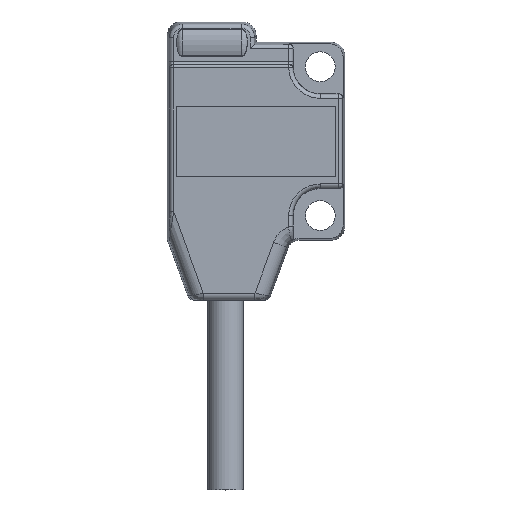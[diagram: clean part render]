
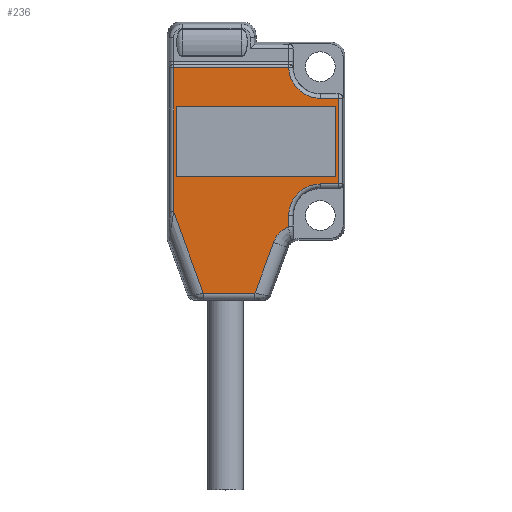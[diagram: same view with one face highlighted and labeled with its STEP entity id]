
A CAD part, top view. The second image highlights one B-rep face of the part: STEP entity #236.
In plain terms, the highlighted planar face has unit normal (0, 0, 1).
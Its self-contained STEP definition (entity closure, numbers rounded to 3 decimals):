
#119=FACE_OUTER_BOUND('',#452,.T.);
#236=ADVANCED_FACE('',(#119),#334,.T.);
#334=PLANE('',#1712);
#370=CIRCLE('',#1710,2.333);
#371=CIRCLE('',#1711,2.333);
#452=EDGE_LOOP('',(#637,#638,#639,#640,#641,#642,#643,#644,#645,#646,#647,
#648));
#560=ELLIPSE('',#1709,2.002,1.998);
#637=ORIENTED_EDGE('',*,*,#1240,.T.);
#638=ORIENTED_EDGE('',*,*,#1241,.T.);
#639=ORIENTED_EDGE('',*,*,#1242,.T.);
#640=ORIENTED_EDGE('',*,*,#1243,.T.);
#641=ORIENTED_EDGE('',*,*,#1244,.T.);
#642=ORIENTED_EDGE('',*,*,#1245,.T.);
#643=ORIENTED_EDGE('',*,*,#1246,.T.);
#644=ORIENTED_EDGE('',*,*,#1247,.T.);
#645=ORIENTED_EDGE('',*,*,#1248,.T.);
#646=ORIENTED_EDGE('',*,*,#1249,.T.);
#647=ORIENTED_EDGE('',*,*,#1250,.T.);
#648=ORIENTED_EDGE('',*,*,#1251,.T.);
#1091=VERTEX_POINT('',#2606);
#1092=VERTEX_POINT('',#2607);
#1093=VERTEX_POINT('',#2609);
#1094=VERTEX_POINT('',#2611);
#1095=VERTEX_POINT('',#2613);
#1096=VERTEX_POINT('',#2615);
#1097=VERTEX_POINT('',#2617);
#1098=VERTEX_POINT('',#2619);
#1099=VERTEX_POINT('',#2621);
#1100=VERTEX_POINT('',#2623);
#1101=VERTEX_POINT('',#2625);
#1102=VERTEX_POINT('',#2627);
#1240=EDGE_CURVE('',#1091,#1092,#1456,.T.);
#1241=EDGE_CURVE('',#1092,#1093,#1457,.T.);
#1242=EDGE_CURVE('',#1093,#1094,#1458,.T.);
#1243=EDGE_CURVE('',#1094,#1095,#1459,.T.);
#1244=EDGE_CURVE('',#1095,#1096,#560,.T.);
#1245=EDGE_CURVE('',#1096,#1097,#1460,.T.);
#1246=EDGE_CURVE('',#1097,#1098,#370,.T.);
#1247=EDGE_CURVE('',#1098,#1099,#1461,.T.);
#1248=EDGE_CURVE('',#1099,#1100,#1462,.T.);
#1249=EDGE_CURVE('',#1100,#1101,#1463,.T.);
#1250=EDGE_CURVE('',#1101,#1102,#371,.T.);
#1251=EDGE_CURVE('',#1102,#1091,#1464,.T.);
#1456=LINE('',#2605,#1586);
#1457=LINE('',#2608,#1587);
#1458=LINE('',#2610,#1588);
#1459=LINE('',#2612,#1589);
#1460=LINE('',#2616,#1590);
#1461=LINE('',#2620,#1591);
#1462=LINE('',#2622,#1592);
#1463=LINE('',#2624,#1593);
#1464=LINE('',#2628,#1594);
#1586=VECTOR('',#1921,1.);
#1587=VECTOR('',#1922,1.);
#1588=VECTOR('',#1923,1.);
#1589=VECTOR('',#1924,1.);
#1590=VECTOR('',#1927,1.);
#1591=VECTOR('',#1930,1.);
#1592=VECTOR('',#1931,1.);
#1593=VECTOR('',#1932,1.);
#1594=VECTOR('',#1935,1.);
#1709=AXIS2_PLACEMENT_3D('',#2614,#1925,#1926);
#1710=AXIS2_PLACEMENT_3D('',#2618,#1928,#1929);
#1711=AXIS2_PLACEMENT_3D('',#2626,#1933,#1934);
#1712=AXIS2_PLACEMENT_3D('',#2629,#1936,#1937);
#1921=DIRECTION('',(0.,-1.,0.));
#1922=DIRECTION('',(0.342,-0.94,0.));
#1923=DIRECTION('',(1.,0.,0.));
#1924=DIRECTION('',(0.342,0.94,0.));
#1925=DIRECTION('',(0.,0.,-1.));
#1926=DIRECTION('',(-0.574,0.819,0.));
#1927=DIRECTION('',(0.,1.,0.));
#1928=DIRECTION('',(0.,0.,-1.));
#1929=DIRECTION('',(1.,0.,0.));
#1930=DIRECTION('',(1.,0.,0.));
#1931=DIRECTION('',(0.,1.,0.));
#1932=DIRECTION('',(-1.,0.,0.));
#1933=DIRECTION('',(0.,0.,-1.));
#1934=DIRECTION('',(1.,0.,0.));
#1935=DIRECTION('',(-1.,0.,0.));
#1936=DIRECTION('',(0.,0.,1.));
#1937=DIRECTION('',(1.,0.,0.));
#2605=CARTESIAN_POINT('',(-8.079,-8.103,1.696));
#2606=CARTESIAN_POINT('',(-8.079,4.426,1.696));
#2607=CARTESIAN_POINT('',(-8.079,-6.2,1.696));
#2608=CARTESIAN_POINT('',(-5.819,-12.409,1.696));
#2609=CARTESIAN_POINT('',(-5.883,-12.233,1.696));
#2610=CARTESIAN_POINT('',(-2.253,-12.233,1.696));
#2611=CARTESIAN_POINT('',(-2.072,-12.233,1.696));
#2612=CARTESIAN_POINT('',(-0.692,-8.444,1.696));
#2613=CARTESIAN_POINT('',(-0.704,-8.477,1.696));
#2614=CARTESIAN_POINT('',(1.175,-9.164,1.696));
#2615=CARTESIAN_POINT('',(0.417,-7.311,1.696));
#2616=CARTESIAN_POINT('',(0.417,-6.489,1.696));
#2617=CARTESIAN_POINT('',(0.417,-6.489,1.696));
#2618=CARTESIAN_POINT('',(2.75,-6.489,1.696));
#2619=CARTESIAN_POINT('',(2.75,-4.156,1.696));
#2620=CARTESIAN_POINT('',(4.088,-4.156,1.696));
#2621=CARTESIAN_POINT('',(4.088,-4.156,1.696));
#2622=CARTESIAN_POINT('',(4.088,2.457,1.696));
#2623=CARTESIAN_POINT('',(4.088,2.167,1.696));
#2624=CARTESIAN_POINT('',(2.75,2.167,1.696));
#2625=CARTESIAN_POINT('',(2.75,2.167,1.696));
#2626=CARTESIAN_POINT('',(2.75,4.5,1.696));
#2627=CARTESIAN_POINT('',(0.418,4.426,1.696));
#2628=CARTESIAN_POINT('',(-209.042,4.426,1.696));
#2629=CARTESIAN_POINT('',(-1.995,-0.995,1.696));
